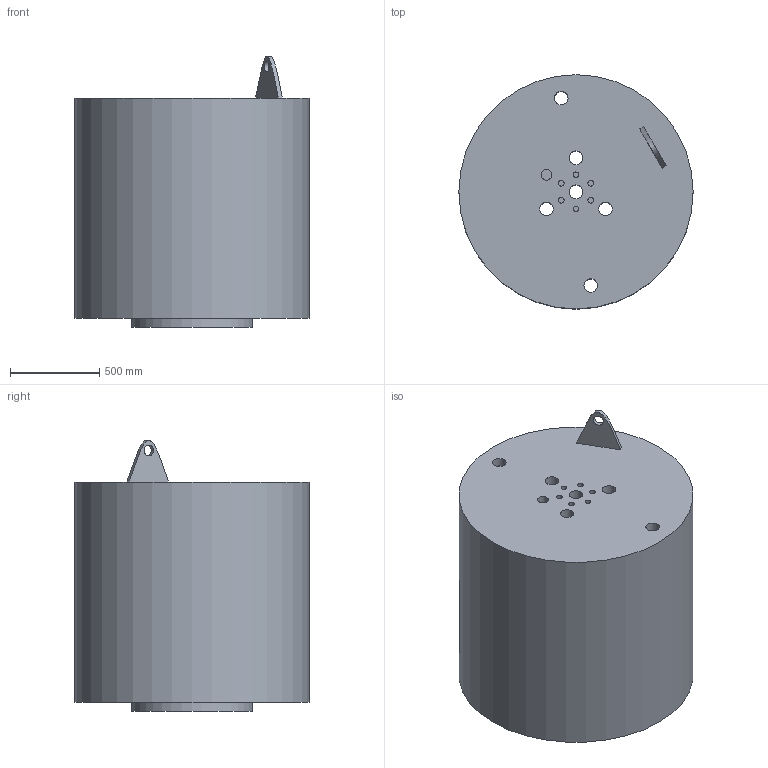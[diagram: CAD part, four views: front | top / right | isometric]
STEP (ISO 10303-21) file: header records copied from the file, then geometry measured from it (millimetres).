
FILE_DESCRIPTION(/* description */ ('STEP AP214'),/* implementation_level */ '2;1');
FILE_NAME(/* name */ '6145d632ffd68e63b934b07b',/* time_stamp */ '2021-09-18T12:06:11+00:00',/* author */ (''),/* organization */ (''),/* preprocessor_version */ 'ST-DEVELOPER v18.1',/* originating_system */ ' ',/* authorisation */ ' ');
FILE_SCHEMA (('AUTOMOTIVE_DESIGN {1 0 10303 214 3 1 1}'));
Length unit declared in the file: metre
Products named in the file (1): pressure_assembly_1
Bounding box: 1309.69 x 1309.69 x 1514.56 mm (x, y, z)
Volume: 375132423 mm3; surface area: 14679402.2 mm2
Topology: 1 solids, 1 shells, 38 faces, 96 edges, 64 vertices
Faces by surface type: cylinder 30, plane 7, bspline 1
Full cylindrical faces by diameter (mm): 31.369 x12, 60.325 x3, 76.2 x12, 675.64 x1, 1209.688 x1, 1309.688 x1
Entity records: 1174 total; most frequent: DIRECTION 200, CARTESIAN_POINT 186, ORIENTED_EDGE 132, EDGE_LOOP 124, FACE_BOUND 124, AXIS2_PLACEMENT_3D 98, EDGE_CURVE 66, VERTEX_POINT 64
